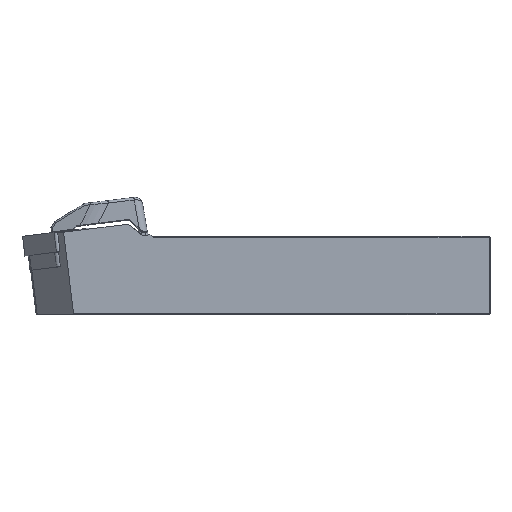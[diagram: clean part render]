
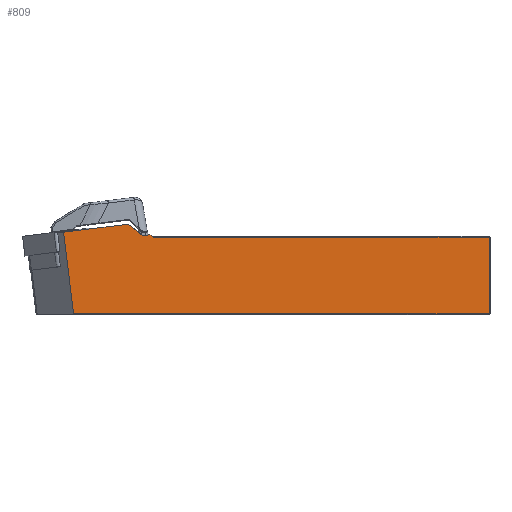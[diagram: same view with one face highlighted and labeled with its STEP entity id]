
A CAD part, front view. The second image highlights one B-rep face of the part: STEP entity #809.
In plain terms, the highlighted planar face has unit normal (0, -1, 0).
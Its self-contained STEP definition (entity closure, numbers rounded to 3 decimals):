
#809=ADVANCED_FACE('',(#995),#937,.F.);
#937=PLANE('',#2816);
#995=FACE_OUTER_BOUND('',#1120,.T.);
#1120=EDGE_LOOP('',(#1632,#1633,#1634,#1635,#1636,#1637,#1638,#1639));
#1256=LINE('',#3705,#1437);
#1262=LINE('',#3718,#1443);
#1266=LINE('',#3726,#1447);
#1267=LINE('',#3727,#1448);
#1268=LINE('',#3729,#1449);
#1269=LINE('',#3731,#1450);
#1270=LINE('',#3733,#1451);
#1271=LINE('',#3735,#1452);
#1437=VECTOR('',#3059,1.);
#1443=VECTOR('',#3067,1.);
#1447=VECTOR('',#3073,1.);
#1448=VECTOR('',#3074,1.);
#1449=VECTOR('',#3075,1.);
#1450=VECTOR('',#3076,1.);
#1451=VECTOR('',#3077,1.);
#1452=VECTOR('',#3078,1.);
#1632=ORIENTED_EDGE('',*,*,#2447,.F.);
#1633=ORIENTED_EDGE('',*,*,#2443,.F.);
#1634=ORIENTED_EDGE('',*,*,#2448,.T.);
#1635=ORIENTED_EDGE('',*,*,#2449,.T.);
#1636=ORIENTED_EDGE('',*,*,#2450,.T.);
#1637=ORIENTED_EDGE('',*,*,#2451,.T.);
#1638=ORIENTED_EDGE('',*,*,#2452,.T.);
#1639=ORIENTED_EDGE('',*,*,#2437,.F.);
#2246=VERTEX_POINT('',#3704);
#2247=VERTEX_POINT('',#3706);
#2252=VERTEX_POINT('',#3717);
#2253=VERTEX_POINT('',#3719);
#2256=VERTEX_POINT('',#3728);
#2257=VERTEX_POINT('',#3730);
#2258=VERTEX_POINT('',#3732);
#2259=VERTEX_POINT('',#3734);
#2437=EDGE_CURVE('',#2246,#2247,#1256,.T.);
#2443=EDGE_CURVE('',#2252,#2253,#1262,.T.);
#2447=EDGE_CURVE('',#2253,#2246,#1266,.T.);
#2448=EDGE_CURVE('',#2252,#2256,#1267,.T.);
#2449=EDGE_CURVE('',#2256,#2257,#1268,.T.);
#2450=EDGE_CURVE('',#2257,#2258,#1269,.T.);
#2451=EDGE_CURVE('',#2258,#2259,#1270,.T.);
#2452=EDGE_CURVE('',#2259,#2247,#1271,.T.);
#2816=AXIS2_PLACEMENT_3D('',#3736,#3079,#3080);
#3059=DIRECTION('',(0.993,0.,0.122));
#3067=DIRECTION('',(0.993,0.,0.122));
#3073=DIRECTION('',(0.788,0.,-0.616));
#3074=DIRECTION('',(0.122,0.,-0.993));
#3075=DIRECTION('',(1.,0.,0.));
#3076=DIRECTION('',(0.,0.,1.));
#3077=DIRECTION('',(-1.,0.,0.));
#3078=DIRECTION('',(-0.819,0.,0.574));
#3079=DIRECTION('',(0.,1.,0.));
#3080=DIRECTION('',(-1.,0.,0.));
#3704=CARTESIAN_POINT('',(38.985,-25.,0.253));
#3705=CARTESIAN_POINT('',(4.626,-25.,-3.966));
#3706=CARTESIAN_POINT('',(41.243,-25.,0.53));
#3717=CARTESIAN_POINT('',(13.619,-25.,1.37));
#3718=CARTESIAN_POINT('',(4.114,-25.,0.203));
#3719=CARTESIAN_POINT('',(34.305,-25.,3.91));
#3726=CARTESIAN_POINT('',(-10.6,-25.,38.993));
#3727=CARTESIAN_POINT('',(18.457,-25.,-38.034));
#3728=CARTESIAN_POINT('',(16.82,-25.,-24.7));
#3729=CARTESIAN_POINT('',(-2.,-25.,-24.7));
#3730=CARTESIAN_POINT('',(149.7,-25.,-24.7));
#3731=CARTESIAN_POINT('',(149.7,-25.,50.));
#3732=CARTESIAN_POINT('',(149.7,-25.,-0.3));
#3733=CARTESIAN_POINT('',(-2.,-25.,-0.3));
#3734=CARTESIAN_POINT('',(42.428,-25.,-0.3));
#3735=CARTESIAN_POINT('',(-11.017,-25.,37.123));
#3736=CARTESIAN_POINT('',(-2.,-25.,50.));
